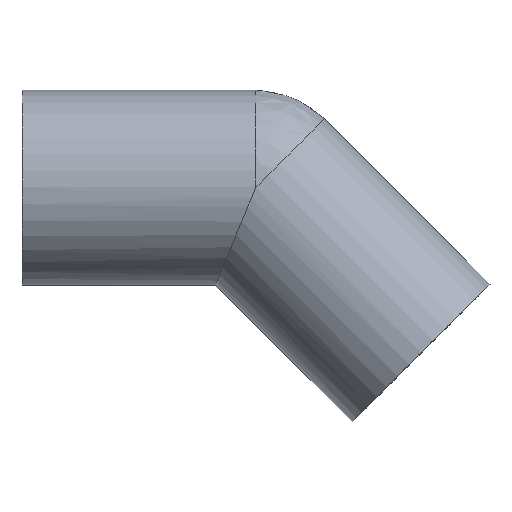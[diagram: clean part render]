
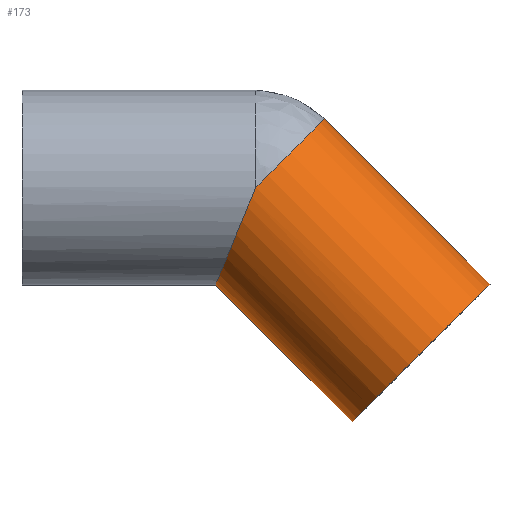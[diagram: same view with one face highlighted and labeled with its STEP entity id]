
A CAD part, top view. The second image highlights one B-rep face of the part: STEP entity #173.
In plain terms, the highlighted cylindrical face has radius 37.5 mm (diameter 75 mm), a partial arc.
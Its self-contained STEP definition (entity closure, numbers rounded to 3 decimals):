
#91 = EDGE_CURVE( '', #131, #149, #226, .T. );
#111 = VERTEX_POINT( '', #250 );
#131 = VERTEX_POINT( '', #273 );
#139 = EDGE_CURVE( '', #111, #149, #284, .T. );
#149 = VERTEX_POINT( '', #294 );
#153 = EDGE_CURVE( '', #159, #131, #298, .T. );
#155 = VERTEX_POINT( '', #300 );
#159 = VERTEX_POINT( '', #304 );
#167 = EDGE_CURVE( '', #155, #159, #312, .T. );
#173 = ADVANCED_FACE( '', ( #318 ), #319, .T. );
#197 = EDGE_CURVE( '', #155, #111, #345, .T. );
#226 = LINE( '', #369, #370 );
#250 = CARTESIAN_POINT( '', ( 90., 0., 37.5 ) );
#273 = CARTESIAN_POINT( '', ( 180.156, -37.123, 0. ) );
#284 = CIRCLE( '', #438, 37.5 );
#294 = CARTESIAN_POINT( '', ( 116.517, 26.517, 0. ) );
#298 = CIRCLE( '', #455, 37.5 );
#300 = CARTESIAN_POINT( '', ( 74.467, -37.5, 0. ) );
#304 = CARTESIAN_POINT( '', ( 127.123, -90.156, 0. ) );
#312 = LINE( '', #474, #475 );
#318 = FACE_OUTER_BOUND( '', #482, .T. );
#319 = CYLINDRICAL_SURFACE( '', #483, 37.5 );
#345 = ELLIPSE( '', #517, 40.59, 37.5 );
#369 = CARTESIAN_POINT( '', ( 148.336, -5.303, 0. ) );
#370 = VECTOR( '', #533, 1. );
#438 = AXIS2_PLACEMENT_3D( '', #618, #619, #620 );
#455 = AXIS2_PLACEMENT_3D( '', #627, #628, #629 );
#474 = CARTESIAN_POINT( '', ( 95.303, -58.336, 0. ) );
#475 = VECTOR( '', #642, 1. );
#482 = EDGE_LOOP( '', ( #647, #648, #649, #650, #651 ) );
#483 = AXIS2_PLACEMENT_3D( '', #652, #653, #654 );
#517 = AXIS2_PLACEMENT_3D( '', #689, #690, #691 );
#533 = DIRECTION( '', ( -0.707, 0.707, 0. ) );
#618 = CARTESIAN_POINT( '', ( 90., 0., 0. ) );
#619 = DIRECTION( '', ( -0.707, 0.707, 0. ) );
#620 = DIRECTION( '', ( 0.707, 0.707, 0. ) );
#627 = CARTESIAN_POINT( '', ( 153.64, -63.64, 0. ) );
#628 = DIRECTION( '', ( -0.707, 0.707, 0. ) );
#629 = DIRECTION( '', ( 0.707, 0.707, 0. ) );
#642 = DIRECTION( '', ( 0.707, -0.707, 0. ) );
#647 = ORIENTED_EDGE( '', *, *, #91, .T. );
#648 = ORIENTED_EDGE( '', *, *, #139, .F. );
#649 = ORIENTED_EDGE( '', *, *, #197, .F. );
#650 = ORIENTED_EDGE( '', *, *, #167, .T. );
#651 = ORIENTED_EDGE( '', *, *, #153, .T. );
#652 = CARTESIAN_POINT( '', ( 121.82, -31.82, 0. ) );
#653 = DIRECTION( '', ( 0.707, -0.707, 0. ) );
#654 = DIRECTION( '', ( 0.707, 0.707, 0. ) );
#689 = CARTESIAN_POINT( '', ( 90., 0., 0. ) );
#690 = DIRECTION( '', ( -0.924, 0.383, 0. ) );
#691 = DIRECTION( '', ( 0.383, 0.924, 0. ) );
